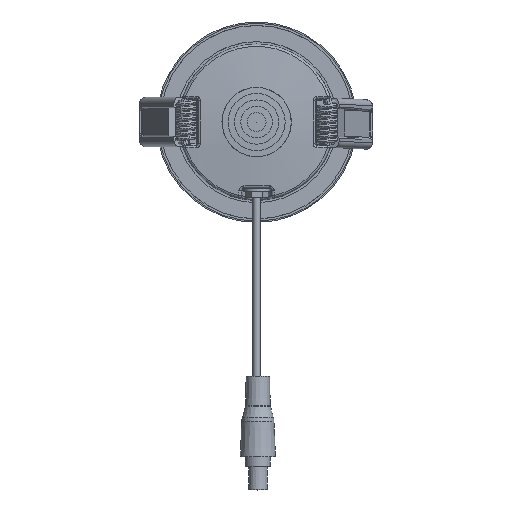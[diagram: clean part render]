
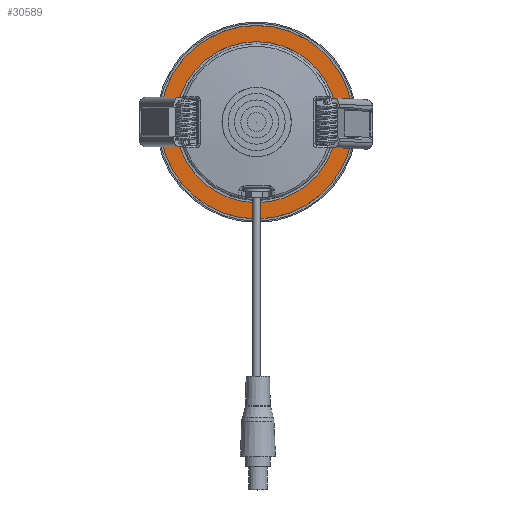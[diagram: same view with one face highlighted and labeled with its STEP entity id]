
A CAD part, top view. The second image highlights one B-rep face of the part: STEP entity #30589.
In plain terms, the highlighted planar face has unit normal (0, 0, 1).
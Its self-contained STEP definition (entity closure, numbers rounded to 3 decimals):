
#1527 = CIRCLE ( 'NONE', #43353, 32.552 ) ;
#1807 = ORIENTED_EDGE ( 'NONE', *, *, #51558, .T. ) ;
#7844 = CIRCLE ( 'NONE', #39010, 32.552 ) ;
#11156 = DIRECTION ( 'NONE',  ( 0., 0., 1. ) ) ;
#11481 = DIRECTION ( 'NONE',  ( 0., -1., 0. ) ) ;
#11492 = VERTEX_POINT ( 'NONE', #33806 ) ;
#15200 = AXIS2_PLACEMENT_3D ( 'NONE', #20944, #11156, #15658 ) ;
#15658 = DIRECTION ( 'NONE',  ( 1., 0., 0. ) ) ;
#17247 = AXIS2_PLACEMENT_3D ( 'NONE', #19308, #35756, #49107 ) ;
#18536 = EDGE_LOOP ( 'NONE', ( #54833 ) ) ;
#19000 = PLANE ( 'NONE',  #15200 ) ;
#19269 = ORIENTED_EDGE ( 'NONE', *, *, #19576, .T. ) ;
#19308 = CARTESIAN_POINT ( 'NONE',  ( 0., 0., 3.5 ) ) ;
#19576 = EDGE_CURVE ( 'NONE', #33455, #50455, #7844, .T. ) ;
#20944 = CARTESIAN_POINT ( 'NONE',  ( 0., 0., 3.5 ) ) ;
#22216 = DIRECTION ( 'NONE',  ( 0., 0., -1. ) ) ;
#23721 = FACE_OUTER_BOUND ( 'NONE', #18536, .T. ) ;
#30589 = ADVANCED_FACE ( 'NONE', ( #44620, #23721 ), #19000, .T. ) ;
#33221 = DIRECTION ( 'NONE',  ( 0., 0., -1. ) ) ;
#33455 = VERTEX_POINT ( 'NONE', #42860 ) ;
#33792 = CARTESIAN_POINT ( 'NONE',  ( 0., 0., 3.5 ) ) ;
#33806 = CARTESIAN_POINT ( 'NONE',  ( 0., -39.087, 3.5 ) ) ;
#34025 = EDGE_CURVE ( 'NONE', #11492, #11492, #51959, .T. ) ;
#35756 = DIRECTION ( 'NONE',  ( 0., 0., 1. ) ) ;
#38980 = CARTESIAN_POINT ( 'NONE',  ( 0., 32.552, 3.5 ) ) ;
#39010 = AXIS2_PLACEMENT_3D ( 'NONE', #33792, #33221, #11481 ) ;
#42860 = CARTESIAN_POINT ( 'NONE',  ( 0., -32.552, 3.5 ) ) ;
#43353 = AXIS2_PLACEMENT_3D ( 'NONE', #48644, #22216, #43907 ) ;
#43907 = DIRECTION ( 'NONE',  ( 0., 1., 0. ) ) ;
#44620 = FACE_BOUND ( 'NONE', #44691, .T. ) ;
#44691 = EDGE_LOOP ( 'NONE', ( #19269, #1807 ) ) ;
#48644 = CARTESIAN_POINT ( 'NONE',  ( 0., 0., 3.5 ) ) ;
#49107 = DIRECTION ( 'NONE',  ( 0., -1., 0. ) ) ;
#50455 = VERTEX_POINT ( 'NONE', #38980 ) ;
#51558 = EDGE_CURVE ( 'NONE', #50455, #33455, #1527, .T. ) ;
#51959 = CIRCLE ( 'NONE', #17247, 39.087 ) ;
#54833 = ORIENTED_EDGE ( 'NONE', *, *, #34025, .T. ) ;
